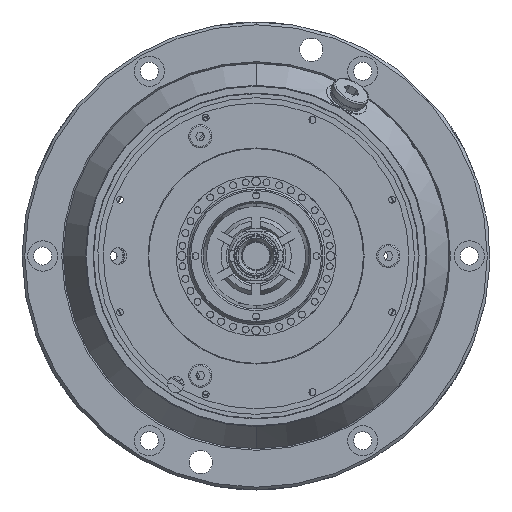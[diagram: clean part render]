
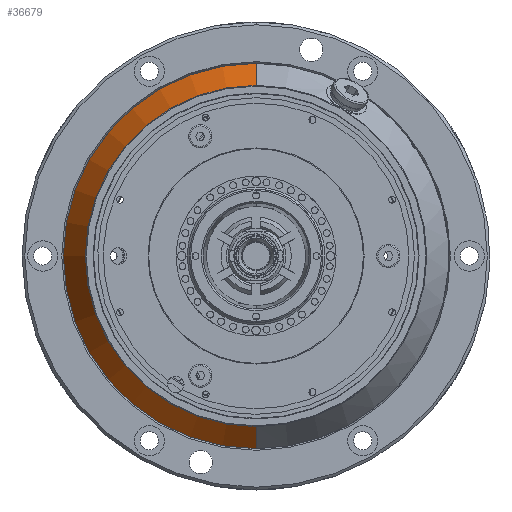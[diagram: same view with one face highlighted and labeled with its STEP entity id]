
A CAD part, left-side view. The second image highlights one B-rep face of the part: STEP entity #36679.
In plain terms, the highlighted conical face has half-angle 30 degrees and reference radius 70 mm.
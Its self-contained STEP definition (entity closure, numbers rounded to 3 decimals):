
#23391 = CIRCLE ( 'NONE', #23443, 62. ) ;
#23406 = CARTESIAN_POINT ( 'NONE',  ( 50., 0., 0. ) ) ;
#23437 = DIRECTION ( 'NONE',  ( 0., 0., -1. ) ) ;
#23438 = DIRECTION ( 'NONE',  ( 1., 0., 0. ) ) ;
#23442 = CARTESIAN_POINT ( 'NONE',  ( 50., 0., -62. ) ) ;
#23443 = AXIS2_PLACEMENT_3D ( 'NONE', #23406, #23438, #23437 ) ;
#23515 = CARTESIAN_POINT ( 'NONE',  ( 50., 0., 62. ) ) ;
#23553 = CARTESIAN_POINT ( 'NONE',  ( 63.856, 0., 70. ) ) ;
#23560 = CARTESIAN_POINT ( 'NONE',  ( 63.856, 0., -70. ) ) ;
#23563 = CARTESIAN_POINT ( 'NONE',  ( 63.856, 0., 70. ) ) ;
#23564 = LINE ( 'NONE', #23563, #23667 ) ;
#23565 = AXIS2_PLACEMENT_3D ( 'NONE', #23649, #23705, #23704 ) ;
#23649 = CARTESIAN_POINT ( 'NONE',  ( 63.856, 0., 0. ) ) ;
#23655 = DIRECTION ( 'NONE',  ( 0.866, 0., -0.5 ) ) ;
#23656 = VECTOR ( 'NONE', #23655, 1000. ) ;
#23664 = CARTESIAN_POINT ( 'NONE',  ( 63.856, 0., -70. ) ) ;
#23665 = LINE ( 'NONE', #23664, #23656 ) ;
#23666 = DIRECTION ( 'NONE',  ( 0.866, 0., 0.5 ) ) ;
#23667 = VECTOR ( 'NONE', #23666, 1000. ) ;
#23668 = CIRCLE ( 'NONE', #23565, 70. ) ;
#23676 = CARTESIAN_POINT ( 'NONE',  ( 63.856, 0., 0. ) ) ;
#23677 = AXIS2_PLACEMENT_3D ( 'NONE', #23676, #23746, #23745 ) ;
#23692 = FACE_OUTER_BOUND ( 'NONE', #36545, .T. ) ;
#23693 = CONICAL_SURFACE ( 'NONE', #23677, 70., 0.524 ) ;
#23704 = DIRECTION ( 'NONE',  ( 0., 0., -1. ) ) ;
#23705 = DIRECTION ( 'NONE',  ( 1., 0., 0. ) ) ;
#23745 = DIRECTION ( 'NONE',  ( 0., 0., -1. ) ) ;
#23746 = DIRECTION ( 'NONE',  ( 1., 0., 0. ) ) ;
#36230 = ORIENTED_EDGE ( 'NONE', *, *, #36635, .T. ) ;
#36537 = ORIENTED_EDGE ( 'NONE', *, *, #36541, .T. ) ;
#36541 = EDGE_CURVE ( 'NONE', #36542, #36571, #23391, .T. ) ;
#36542 = VERTEX_POINT ( 'NONE', #23442 ) ;
#36545 = EDGE_LOOP ( 'NONE', ( #36537, #36230, #36640, #36638 ) ) ;
#36571 = VERTEX_POINT ( 'NONE', #23515 ) ;
#36635 = EDGE_CURVE ( 'NONE', #36571, #36637, #23564, .T. ) ;
#36636 = VERTEX_POINT ( 'NONE', #23560 ) ;
#36637 = VERTEX_POINT ( 'NONE', #23553 ) ;
#36638 = ORIENTED_EDGE ( 'NONE', *, *, #36641, .F. ) ;
#36640 = ORIENTED_EDGE ( 'NONE', *, *, #36646, .F. ) ;
#36641 = EDGE_CURVE ( 'NONE', #36542, #36636, #23665, .T. ) ;
#36646 = EDGE_CURVE ( 'NONE', #36636, #36637, #23668, .T. ) ;
#36679 = ADVANCED_FACE ( 'NONE', ( #23692 ), #23693, .T. ) ;
